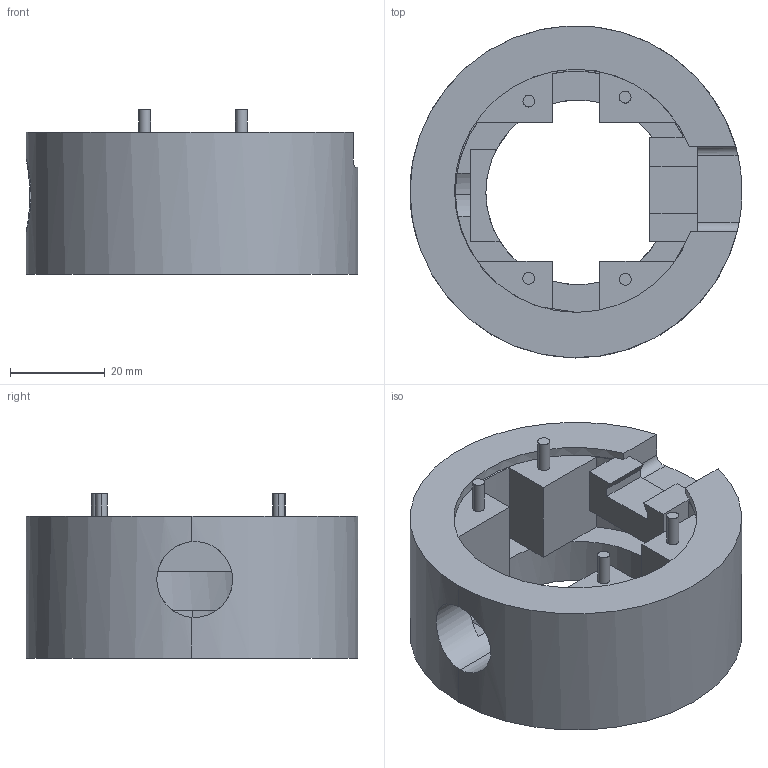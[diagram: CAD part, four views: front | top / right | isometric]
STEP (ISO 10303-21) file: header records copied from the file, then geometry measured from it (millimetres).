
FILE_DESCRIPTION (( 'STEP AP203' ), '1' );
FILE_NAME ('上蓋.STEP', '2022-12-08T16:00:49', ( '' ), ( '' ), 'SwSTEP 2.0', 'SolidWorks 2022', '' );
FILE_SCHEMA (( 'CONFIG_CONTROL_DESIGN' ));
Length unit declared in the file: millimetre
Products named in the file (1): 上蓋
Bounding box: 70 x 70 x 34.7 mm (x, y, z)
Volume: 68492.7 mm3; surface area: 17910.6 mm2
Topology: 1 solids, 1 shells, 67 faces, 183 edges, 119 vertices
Faces by surface type: plane 44, cylinder 23
Entity records: 2394 total; most frequent: CARTESIAN_POINT 572, DIRECTION 370, ORIENTED_EDGE 366, EDGE_CURVE 183, AXIS2_PLACEMENT_3D 128, VERTEX_POINT 119, VECTOR 114, LINE 114
